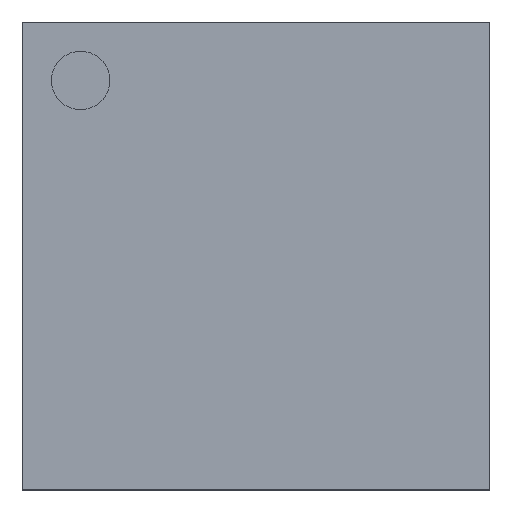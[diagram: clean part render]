
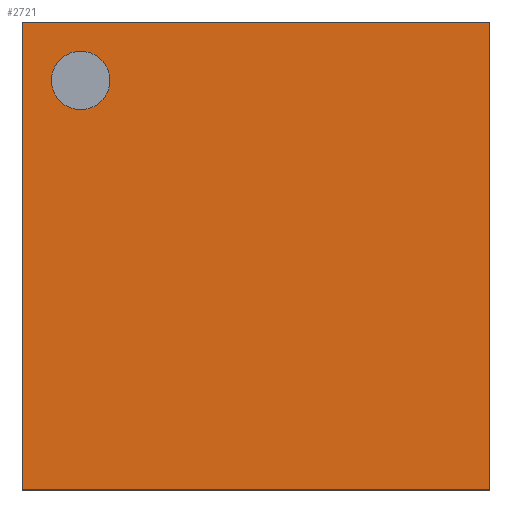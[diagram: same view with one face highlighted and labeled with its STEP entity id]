
A CAD part, top view. The second image highlights one B-rep face of the part: STEP entity #2721.
In plain terms, the highlighted planar face has unit normal (0, 0, 1).
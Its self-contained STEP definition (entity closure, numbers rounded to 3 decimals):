
#2562 = VERTEX_POINT('',#2563);
#2563 = CARTESIAN_POINT('',(-1.5,1.25,1.68));
#2569 = EDGE_CURVE('',#2570,#2562,#2572,.T.);
#2570 = VERTEX_POINT('',#2571);
#2571 = CARTESIAN_POINT('',(-1.5,1.75,1.68));
#2572 = CIRCLE('',#2573,0.25);
#2573 = AXIS2_PLACEMENT_3D('',#2574,#2575,#2576);
#2574 = CARTESIAN_POINT('',(-1.5,1.5,1.68));
#2575 = DIRECTION('',(-0.,0.,1.));
#2576 = DIRECTION('',(0.,-1.,0.));
#2604 = VERTEX_POINT('',#2605);
#2605 = CARTESIAN_POINT('',(2.,-2.,1.68));
#2620 = VERTEX_POINT('',#2621);
#2621 = CARTESIAN_POINT('',(2.,2.,1.68));
#2627 = EDGE_CURVE('',#2604,#2620,#2628,.T.);
#2628 = LINE('',#2629,#2630);
#2629 = CARTESIAN_POINT('',(2.,-2.,1.68));
#2630 = VECTOR('',#2631,1.);
#2631 = DIRECTION('',(0.,1.,0.));
#2644 = VERTEX_POINT('',#2645);
#2645 = CARTESIAN_POINT('',(-2.,-2.,1.68));
#2658 = EDGE_CURVE('',#2644,#2604,#2659,.T.);
#2659 = LINE('',#2660,#2661);
#2660 = CARTESIAN_POINT('',(-2.,-2.,1.68));
#2661 = VECTOR('',#2662,1.);
#2662 = DIRECTION('',(1.,0.,0.));
#2675 = VERTEX_POINT('',#2676);
#2676 = CARTESIAN_POINT('',(-2.,2.,1.68));
#2689 = EDGE_CURVE('',#2675,#2644,#2690,.T.);
#2690 = LINE('',#2691,#2692);
#2691 = CARTESIAN_POINT('',(-2.,-2.,1.68));
#2692 = VECTOR('',#2693,1.);
#2693 = DIRECTION('',(0.,-1.,0.));
#2711 = EDGE_CURVE('',#2620,#2675,#2712,.T.);
#2712 = LINE('',#2713,#2714);
#2713 = CARTESIAN_POINT('',(-2.,2.,1.68));
#2714 = VECTOR('',#2715,1.);
#2715 = DIRECTION('',(-1.,0.,0.));
#2721 = ADVANCED_FACE('',(#2722,#2732),#2738,.F.);
#2722 = FACE_BOUND('',#2723,.T.);
#2723 = EDGE_LOOP('',(#2724,#2731));
#2724 = ORIENTED_EDGE('',*,*,#2725,.F.);
#2725 = EDGE_CURVE('',#2562,#2570,#2726,.T.);
#2726 = CIRCLE('',#2727,0.25);
#2727 = AXIS2_PLACEMENT_3D('',#2728,#2729,#2730);
#2728 = CARTESIAN_POINT('',(-1.5,1.5,1.68));
#2729 = DIRECTION('',(-0.,0.,1.));
#2730 = DIRECTION('',(0.,-1.,0.));
#2731 = ORIENTED_EDGE('',*,*,#2569,.F.);
#2732 = FACE_BOUND('',#2733,.T.);
#2733 = EDGE_LOOP('',(#2734,#2735,#2736,#2737));
#2734 = ORIENTED_EDGE('',*,*,#2627,.T.);
#2735 = ORIENTED_EDGE('',*,*,#2711,.T.);
#2736 = ORIENTED_EDGE('',*,*,#2689,.T.);
#2737 = ORIENTED_EDGE('',*,*,#2658,.T.);
#2738 = PLANE('',#2739);
#2739 = AXIS2_PLACEMENT_3D('',#2740,#2741,#2742);
#2740 = CARTESIAN_POINT('',(0.,0.,1.68));
#2741 = DIRECTION('',(0.,0.,-1.));
#2742 = DIRECTION('',(0.,1.,0.));
